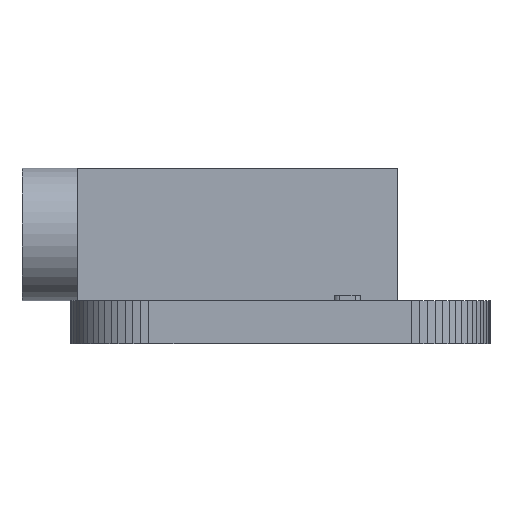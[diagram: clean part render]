
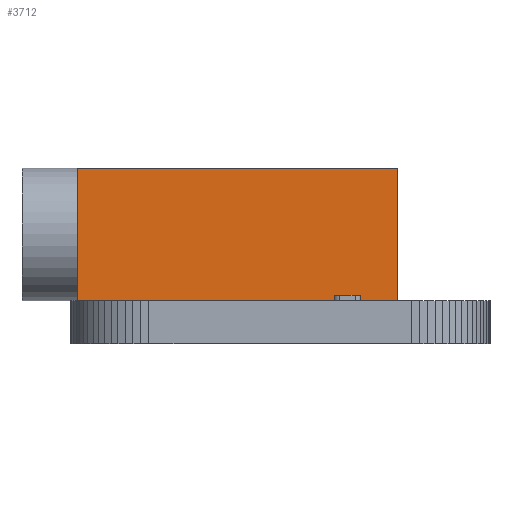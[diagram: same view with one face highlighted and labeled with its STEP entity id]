
A CAD part, front view. The second image highlights one B-rep face of the part: STEP entity #3712.
In plain terms, the highlighted face is planar.
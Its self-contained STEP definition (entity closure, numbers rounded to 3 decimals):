
#3382 = VERTEX_POINT('',#3383);
#3383 = CARTESIAN_POINT('',(0.,6.15,11.9));
#3389 = EDGE_CURVE('',#3390,#3382,#3392,.T.);
#3390 = VERTEX_POINT('',#3391);
#3391 = CARTESIAN_POINT('',(0.,6.15,2.1));
#3392 = LINE('',#3393,#3394);
#3393 = CARTESIAN_POINT('',(0.,6.15,2.1));
#3394 = VECTOR('',#3395,1.);
#3395 = DIRECTION('',(0.,0.,1.));
#3570 = VERTEX_POINT('',#3571);
#3571 = CARTESIAN_POINT('',(0.,6.15,14.3));
#3577 = EDGE_CURVE('',#3578,#3570,#3580,.T.);
#3578 = VERTEX_POINT('',#3579);
#3579 = CARTESIAN_POINT('',(0.,6.15,12.9));
#3580 = LINE('',#3581,#3582);
#3581 = CARTESIAN_POINT('',(0.,6.15,2.1));
#3582 = VECTOR('',#3583,1.);
#3583 = DIRECTION('',(0.,0.,1.));
#3694 = VERTEX_POINT('',#3695);
#3695 = CARTESIAN_POINT('',(0.2,6.15,11.9));
#3701 = EDGE_CURVE('',#3382,#3694,#3702,.T.);
#3702 = LINE('',#3703,#3704);
#3703 = CARTESIAN_POINT('',(0.,6.15,11.9));
#3704 = VECTOR('',#3705,1.);
#3705 = DIRECTION('',(1.,0.,0.));
#3712 = ADVANCED_FACE('',(#3713),#3754,.F.);
#3713 = FACE_BOUND('',#3714,.T.);
#3714 = EDGE_LOOP('',(#3715,#3723,#3729,#3730,#3738,#3746,#3752,#3753));
#3715 = ORIENTED_EDGE('',*,*,#3716,.F.);
#3716 = EDGE_CURVE('',#3717,#3694,#3719,.T.);
#3717 = VERTEX_POINT('',#3718);
#3718 = CARTESIAN_POINT('',(0.2,6.15,12.9));
#3719 = LINE('',#3720,#3721);
#3720 = CARTESIAN_POINT('',(0.2,6.15,2.1));
#3721 = VECTOR('',#3722,1.);
#3722 = DIRECTION('',(0.,0.,-1.));
#3723 = ORIENTED_EDGE('',*,*,#3724,.F.);
#3724 = EDGE_CURVE('',#3578,#3717,#3725,.T.);
#3725 = LINE('',#3726,#3727);
#3726 = CARTESIAN_POINT('',(0.,6.15,12.9));
#3727 = VECTOR('',#3728,1.);
#3728 = DIRECTION('',(1.,0.,0.));
#3729 = ORIENTED_EDGE('',*,*,#3577,.T.);
#3730 = ORIENTED_EDGE('',*,*,#3731,.F.);
#3731 = EDGE_CURVE('',#3732,#3570,#3734,.T.);
#3732 = VERTEX_POINT('',#3733);
#3733 = CARTESIAN_POINT('',(5.05,6.15,14.3));
#3734 = LINE('',#3735,#3736);
#3735 = CARTESIAN_POINT('',(0.,6.15,14.3));
#3736 = VECTOR('',#3737,1.);
#3737 = DIRECTION('',(-1.,0.,0.));
#3738 = ORIENTED_EDGE('',*,*,#3739,.F.);
#3739 = EDGE_CURVE('',#3740,#3732,#3742,.T.);
#3740 = VERTEX_POINT('',#3741);
#3741 = CARTESIAN_POINT('',(5.05,6.15,2.1));
#3742 = LINE('',#3743,#3744);
#3743 = CARTESIAN_POINT('',(5.05,6.15,2.1));
#3744 = VECTOR('',#3745,1.);
#3745 = DIRECTION('',(0.,0.,1.));
#3746 = ORIENTED_EDGE('',*,*,#3747,.F.);
#3747 = EDGE_CURVE('',#3390,#3740,#3748,.T.);
#3748 = LINE('',#3749,#3750);
#3749 = CARTESIAN_POINT('',(0.,6.15,2.1));
#3750 = VECTOR('',#3751,1.);
#3751 = DIRECTION('',(1.,0.,0.));
#3752 = ORIENTED_EDGE('',*,*,#3389,.T.);
#3753 = ORIENTED_EDGE('',*,*,#3701,.T.);
#3754 = PLANE('',#3755);
#3755 = AXIS2_PLACEMENT_3D('',#3756,#3757,#3758);
#3756 = CARTESIAN_POINT('',(0.,6.15,2.1));
#3757 = DIRECTION('',(0.,-1.,0.));
#3758 = DIRECTION('',(0.,0.,-1.));
